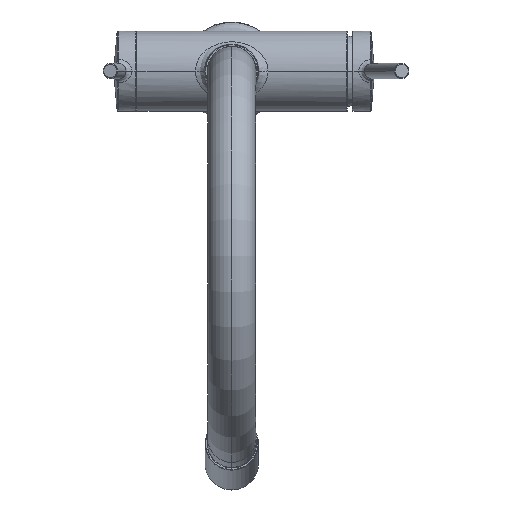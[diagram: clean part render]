
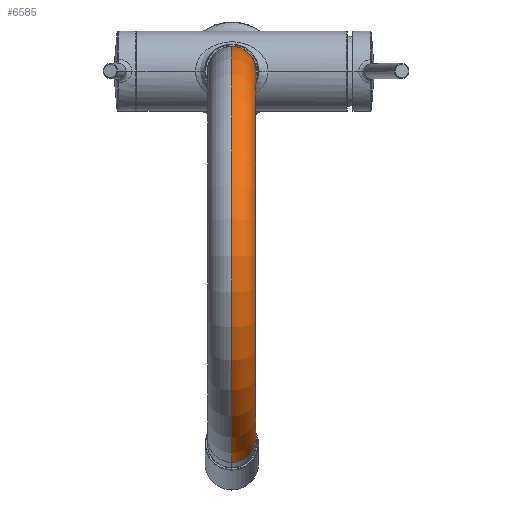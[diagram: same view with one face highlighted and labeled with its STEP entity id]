
A CAD part, top view. The second image highlights one B-rep face of the part: STEP entity #6585.
In plain terms, the highlighted toroidal (fillet/blend) face has major radius 97.266 mm and minor radius 12.5 mm.
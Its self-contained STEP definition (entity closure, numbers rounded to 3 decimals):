
#5687=TOROIDAL_SURFACE('',#20931,97.266,12.5);
#6585=ADVANCED_FACE('',(#8252),#5687,.T.);
#8252=FACE_OUTER_BOUND('',#9342,.T.);
#9342=EDGE_LOOP('',(#14494,#14495,#14496,#14497));
#14494=ORIENTED_EDGE('',*,*,#19204,.F.);
#14495=ORIENTED_EDGE('',*,*,#19205,.F.);
#14496=ORIENTED_EDGE('',*,*,#19202,.T.);
#14497=ORIENTED_EDGE('',*,*,#19199,.T.);
#16564=VERTEX_POINT('',#31141);
#16565=VERTEX_POINT('',#31143);
#16566=VERTEX_POINT('',#31149);
#16567=VERTEX_POINT('',#31151);
#19199=EDGE_CURVE('',#16565,#16564,#19688,.T.);
#19202=EDGE_CURVE('',#16566,#16565,#19690,.T.);
#19204=EDGE_CURVE('',#16567,#16564,#19692,.T.);
#19205=EDGE_CURVE('',#16566,#16567,#19693,.T.);
#19688=CIRCLE('',#20922,12.5);
#19690=CIRCLE('',#20926,84.766);
#19692=CIRCLE('',#20928,109.766);
#19693=CIRCLE('',#20930,12.5);
#20922=AXIS2_PLACEMENT_3D('',#31142,#25559,#25560);
#20926=AXIS2_PLACEMENT_3D('',#31148,#25568,#25569);
#20928=AXIS2_PLACEMENT_3D('',#31152,#25572,#25573);
#20930=AXIS2_PLACEMENT_3D('',#31154,#25576,#25577);
#20931=AXIS2_PLACEMENT_3D('',#31155,#25578,#25579);
#25559=DIRECTION('',(0.,1.,0.));
#25560=DIRECTION('',(-1.,0.,0.));
#25568=DIRECTION('',(0.,0.,-1.));
#25569=DIRECTION('',(1.,0.,0.));
#25572=DIRECTION('',(0.,0.,-1.));
#25573=DIRECTION('',(1.,0.,0.));
#25576=DIRECTION('',(-0.174,-0.985,0.));
#25577=DIRECTION('',(0.985,-0.174,0.));
#25578=DIRECTION('',(0.,0.,1.));
#25579=DIRECTION('',(1.,0.,0.));
#31141=CARTESIAN_POINT('',(12.5,162.734,0.));
#31142=CARTESIAN_POINT('',(0.,162.734,0.));
#31143=CARTESIAN_POINT('',(-12.5,162.734,0.));
#31148=CARTESIAN_POINT('',(-97.266,162.734,0.));
#31149=CARTESIAN_POINT('',(-180.744,177.454,0.));
#31151=CARTESIAN_POINT('',(-205.364,181.795,0.));
#31152=CARTESIAN_POINT('',(-97.266,162.734,0.));
#31154=CARTESIAN_POINT('',(-193.054,179.624,0.));
#31155=CARTESIAN_POINT('',(-97.266,162.734,0.));
